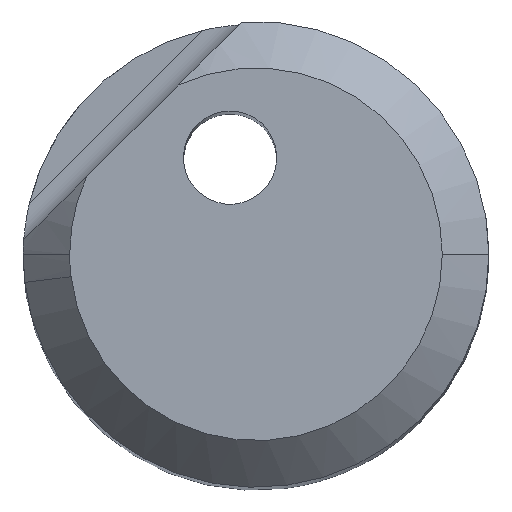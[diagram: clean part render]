
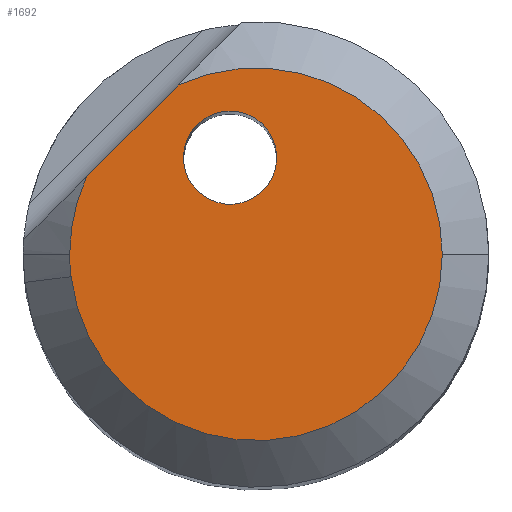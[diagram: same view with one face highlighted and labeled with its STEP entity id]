
A CAD part, top view. The second image highlights one B-rep face of the part: STEP entity #1692.
In plain terms, the highlighted planar face has unit normal (0, 0, 1).
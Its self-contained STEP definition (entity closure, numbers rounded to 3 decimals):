
#1429=AXIS2_PLACEMENT_3D('Circle Axis2P3D',#1427,#1428,$) ;
#1454=AXIS2_PLACEMENT_3D('Circle Axis2P3D',#1452,#1453,$) ;
#1540=AXIS2_PLACEMENT_3D('Circle Axis2P3D',#1538,#1539,$) ;
#1572=AXIS2_PLACEMENT_3D('Circle Axis2P3D',#1570,#1571,$) ;
#1590=AXIS2_PLACEMENT_3D('Circle Axis2P3D',#1588,#1589,$) ;
#1679=AXIS2_PLACEMENT_3D('Plane Axis2P3D',#1676,#1677,#1678) ;
#1396=CARTESIAN_POINT('Vertex',(0.061,1.113,0.)) ;
#1400=CARTESIAN_POINT('Control Point',(-0.506,0.549,0.)) ;
#1401=CARTESIAN_POINT('Control Point',(-0.683,0.727,0.)) ;
#1402=CARTESIAN_POINT('Control Point',(-0.73,1.05,0.)) ;
#1403=CARTESIAN_POINT('Control Point',(-0.439,1.339,0.)) ;
#1404=CARTESIAN_POINT('Control Point',(-0.116,1.291,0.)) ;
#1405=CARTESIAN_POINT('Control Point',(0.061,1.113,0.)) ;
#1406=CARTESIAN_POINT('Vertex',(-0.506,0.549,0.)) ;
#1427=CARTESIAN_POINT('Axis2P3D Location',(-0.223,0.831,0.)) ;
#1449=CARTESIAN_POINT('Vertex',(-1.6,0.,0.)) ;
#1452=CARTESIAN_POINT('Axis2P3D Location',(0.,0.,0.)) ;
#1456=CARTESIAN_POINT('Vertex',(-1.454,0.667,0.)) ;
#1479=CARTESIAN_POINT('Line Origine',(-1.061,1.061,0.)) ;
#1483=CARTESIAN_POINT('Vertex',(-0.667,1.454,0.)) ;
#1538=CARTESIAN_POINT('Axis2P3D Location',(0.,0.,0.)) ;
#1542=CARTESIAN_POINT('Vertex',(1.6,0.,0.)) ;
#1567=CARTESIAN_POINT('Vertex',(-1.588,-0.192,0.)) ;
#1570=CARTESIAN_POINT('Axis2P3D Location',(0.,0.,0.)) ;
#1588=CARTESIAN_POINT('Axis2P3D Location',(0.,0.,0.)) ;
#1676=CARTESIAN_POINT('Axis2P3D Location',(0.,0.,0.)) ;
#1428=DIRECTION('Axis2P3D Direction',(0.,0.,-1.)) ;
#1453=DIRECTION('Axis2P3D Direction',(0.,0.,-1.)) ;
#1480=DIRECTION('Vector Direction',(-0.707,-0.707,0.)) ;
#1539=DIRECTION('Axis2P3D Direction',(0.,0.,-1.)) ;
#1571=DIRECTION('Axis2P3D Direction',(0.,0.,-1.)) ;
#1589=DIRECTION('Axis2P3D Direction',(0.,0.,-1.)) ;
#1677=DIRECTION('Axis2P3D Direction',(0.,0.,-1.)) ;
#1678=DIRECTION('Axis2P3D XDirection',(-1.,0.,0.)) ;
#1481=VECTOR('Line Direction',#1480,1.) ;
#1682=ORIENTED_EDGE('',*,*,#1485,.T.) ;
#1683=ORIENTED_EDGE('',*,*,#1458,.F.) ;
#1684=ORIENTED_EDGE('',*,*,#1592,.F.) ;
#1685=ORIENTED_EDGE('',*,*,#1574,.F.) ;
#1686=ORIENTED_EDGE('',*,*,#1544,.F.) ;
#1689=ORIENTED_EDGE('',*,*,#1408,.T.) ;
#1690=ORIENTED_EDGE('',*,*,#1431,.T.) ;
#1691=FACE_BOUND('',#1688,.T.) ;
#1692=ADVANCED_FACE('NOCUT',(#1687,#1691),#1680,.F.) ;
#1399=B_SPLINE_CURVE_WITH_KNOTS('',5,(#1400,#1401,#1402,#1403,#1404,#1405),.UNSPECIFIED.,.F.,.U.,(6,6),(-0.628,0.628),.UNSPECIFIED.) ;
#1430=CIRCLE('generated circle',#1429,0.4) ;
#1455=CIRCLE('generated circle',#1454,1.6) ;
#1541=CIRCLE('generated circle',#1540,1.6) ;
#1573=CIRCLE('generated circle',#1572,1.6) ;
#1591=CIRCLE('generated circle',#1590,1.6) ;
#1408=EDGE_CURVE('',#1407,#1397,#1399,.T.) ;
#1431=EDGE_CURVE('',#1397,#1407,#1430,.T.) ;
#1458=EDGE_CURVE('',#1450,#1457,#1455,.T.) ;
#1485=EDGE_CURVE('',#1484,#1457,#1482,.T.) ;
#1544=EDGE_CURVE('',#1484,#1543,#1541,.T.) ;
#1574=EDGE_CURVE('',#1543,#1568,#1573,.T.) ;
#1592=EDGE_CURVE('',#1568,#1450,#1591,.T.) ;
#1681=EDGE_LOOP('',(#1682,#1683,#1684,#1685,#1686)) ;
#1688=EDGE_LOOP('',(#1689,#1690)) ;
#1687=FACE_OUTER_BOUND('',#1681,.T.) ;
#1482=LINE('Line',#1479,#1481) ;
#1680=PLANE('',#1679) ;
#1397=VERTEX_POINT('',#1396) ;
#1407=VERTEX_POINT('',#1406) ;
#1450=VERTEX_POINT('',#1449) ;
#1457=VERTEX_POINT('',#1456) ;
#1484=VERTEX_POINT('',#1483) ;
#1543=VERTEX_POINT('',#1542) ;
#1568=VERTEX_POINT('',#1567) ;
